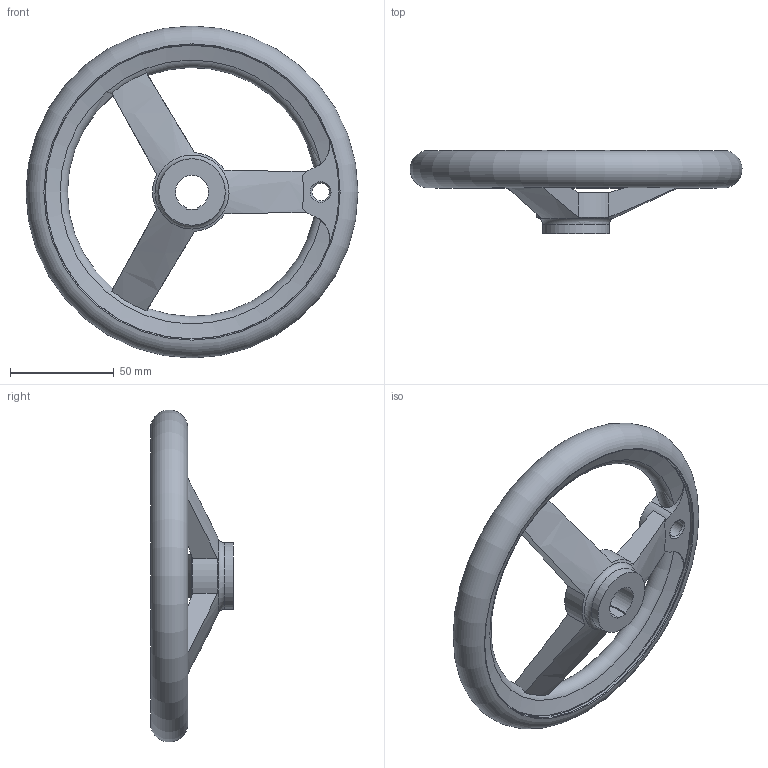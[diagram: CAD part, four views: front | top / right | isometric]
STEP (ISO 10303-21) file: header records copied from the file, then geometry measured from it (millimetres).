
FILE_DESCRIPTION( ( 'STEP AP214' ), '1' );
FILE_NAME( 'K1208.1160X16.stp', '2020-12-10T11:00:08', ( '' ), ( '' ), ' ', 'PARTsolutions', ' ' );
FILE_SCHEMA( ( 'AUTOMOTIVE_DESIGN { 1 0 10303 214 1 1 1 1 }' ) );
Length unit declared in the file: millimetre
Products named in the file (1): _K1208.1160X16
Bounding box: 159.99 x 39.99 x 159.99 mm (x, y, z)
Volume: 149742.2 mm3; surface area: 39237.6 mm2
Topology: 1 solids, 1 shells, 43 faces, 123 edges, 78 vertices
Faces by surface type: cylinder 14, plane 13, torus 10, cone 6
Full cylindrical faces by diameter (mm): 8.376 x1, 10 x2, 32 x2, 142 x2
Entity records: 1950 total; most frequent: CARTESIAN_POINT 585, DIRECTION 200, ORIENTED_EDGE 198, EDGE_CURVE 99, AXIS2_PLACEMENT_3D 90, VERTEX_POINT 73, EDGE_LOOP 67, FACE_OUTER_BOUND 57
